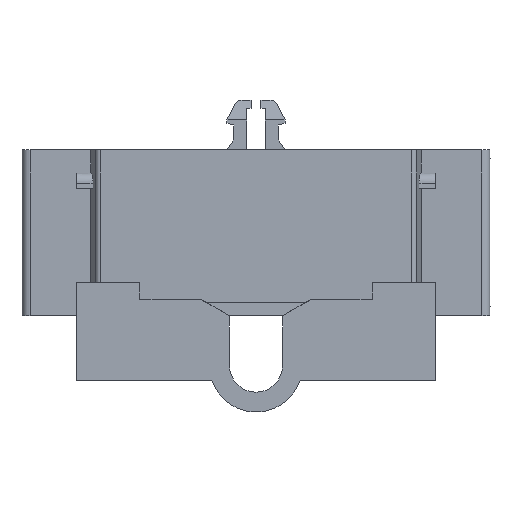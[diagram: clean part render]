
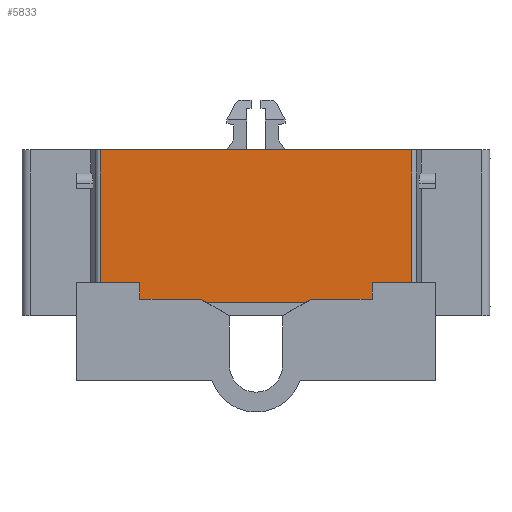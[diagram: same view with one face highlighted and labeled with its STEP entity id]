
A CAD part, front view. The second image highlights one B-rep face of the part: STEP entity #5833.
In plain terms, the highlighted planar face has unit normal (0, -1, 0).
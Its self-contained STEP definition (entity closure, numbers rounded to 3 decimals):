
#1225=DIRECTION('',(1.,0.,0.));
#1226=VECTOR('',#1225,18.779);
#1227=CARTESIAN_POINT('',(-9.39,1.25,10.));
#1228=LINE('',#1227,#1226);
#1229=DIRECTION('',(-1.,0.,0.));
#1230=VECTOR('',#1229,2.39);
#1231=CARTESIAN_POINT('',(9.39,1.25,2.));
#1232=LINE('',#1231,#1230);
#1233=DIRECTION('',(0.,0.,-1.));
#1234=VECTOR('',#1233,1.);
#1235=CARTESIAN_POINT('',(7.,1.25,2.));
#1236=LINE('',#1235,#1234);
#1237=DIRECTION('',(-1.,0.,0.));
#1238=VECTOR('',#1237,3.668);
#1239=CARTESIAN_POINT('',(7.,1.25,1.));
#1240=LINE('',#1239,#1238);
#1241=DIRECTION('',(-1.,0.,0.));
#1242=VECTOR('',#1241,3.668);
#1243=CARTESIAN_POINT('',(-3.332,1.25,1.));
#1244=LINE('',#1243,#1242);
#1245=DIRECTION('',(0.,0.,1.));
#1246=VECTOR('',#1245,1.);
#1247=CARTESIAN_POINT('',(-7.,1.25,1.));
#1248=LINE('',#1247,#1246);
#1249=DIRECTION('',(1.,0.,0.));
#1250=VECTOR('',#1249,2.39);
#1251=CARTESIAN_POINT('',(-9.39,1.25,2.));
#1252=LINE('',#1251,#1250);
#1253=DIRECTION('',(0.,0.,1.));
#1254=VECTOR('',#1253,8.);
#1255=CARTESIAN_POINT('',(-9.39,1.25,2.));
#1256=LINE('',#1255,#1254);
#1257=DIRECTION('',(0.,0.,1.));
#1258=VECTOR('',#1257,8.);
#1259=CARTESIAN_POINT('',(9.39,1.25,2.));
#1260=LINE('',#1259,#1258);
#1964=DIRECTION('',(-0.866,0.,-0.5));
#1965=VECTOR('',#1964,0.4);
#1966=CARTESIAN_POINT('',(3.332,1.25,1.));
#1967=LINE('',#1966,#1965);
#1996=DIRECTION('',(0.866,0.,-0.5));
#1997=VECTOR('',#1996,0.4);
#1998=CARTESIAN_POINT('',(-3.332,1.25,1.));
#1999=LINE('',#1998,#1997);
#2809=DIRECTION('',(1.,0.,0.));
#2810=VECTOR('',#2809,5.971);
#2811=CARTESIAN_POINT('',(-2.986,1.25,0.8));
#2812=LINE('',#2811,#2810);
#3377=CARTESIAN_POINT('',(9.39,1.25,10.));
#3379=VERTEX_POINT('',#3377);
#3451=CARTESIAN_POINT('',(-9.39,1.25,10.));
#3452=VERTEX_POINT('',#3451);
#3541=CARTESIAN_POINT('',(-7.,1.25,1.));
#3542=CARTESIAN_POINT('',(-7.,1.25,2.));
#3543=VERTEX_POINT('',#3541);
#3544=VERTEX_POINT('',#3542);
#3545=CARTESIAN_POINT('',(-9.39,1.25,2.));
#3546=VERTEX_POINT('',#3545);
#3547=CARTESIAN_POINT('',(9.39,1.25,2.));
#3548=CARTESIAN_POINT('',(7.,1.25,2.));
#3549=VERTEX_POINT('',#3547);
#3550=VERTEX_POINT('',#3548);
#3551=CARTESIAN_POINT('',(7.,1.25,1.));
#3552=VERTEX_POINT('',#3551);
#4244=CARTESIAN_POINT('',(3.332,1.25,1.));
#4245=CARTESIAN_POINT('',(2.986,1.25,0.8));
#4246=VERTEX_POINT('',#4244);
#4247=VERTEX_POINT('',#4245);
#4250=CARTESIAN_POINT('',(-3.332,1.25,1.));
#4251=CARTESIAN_POINT('',(-2.986,1.25,0.8));
#4252=VERTEX_POINT('',#4250);
#4253=VERTEX_POINT('',#4251);
#5803=CARTESIAN_POINT('',(-9.39,1.25,0.));
#5804=DIRECTION('',(0.,-1.,0.));
#5805=DIRECTION('',(1.,0.,0.));
#5806=AXIS2_PLACEMENT_3D('',#5803,#5804,#5805);
#5807=PLANE('',#5806);
#5808=ORIENTED_EDGE('',*,*,#5282,.T.);
#5810=ORIENTED_EDGE('',*,*,#5809,.F.);
#5812=ORIENTED_EDGE('',*,*,#5811,.T.);
#5814=ORIENTED_EDGE('',*,*,#5813,.T.);
#5816=ORIENTED_EDGE('',*,*,#5815,.T.);
#5818=ORIENTED_EDGE('',*,*,#5817,.T.);
#5820=ORIENTED_EDGE('',*,*,#5819,.F.);
#5822=ORIENTED_EDGE('',*,*,#5821,.F.);
#5824=ORIENTED_EDGE('',*,*,#5823,.T.);
#5826=ORIENTED_EDGE('',*,*,#5825,.T.);
#5828=ORIENTED_EDGE('',*,*,#5827,.F.);
#5830=ORIENTED_EDGE('',*,*,#5829,.T.);
#5831=EDGE_LOOP('',(#5808,#5810,#5812,#5814,#5816,#5818,#5820,#5822,#5824,#5826,
#5828,#5830));
#5832=FACE_OUTER_BOUND('',#5831,.F.);
#5282=EDGE_CURVE('',#3452,#3379,#1228,.T.);
#5809=EDGE_CURVE('',#3549,#3379,#1260,.T.);
#5811=EDGE_CURVE('',#3549,#3550,#1232,.T.);
#5813=EDGE_CURVE('',#3550,#3552,#1236,.T.);
#5815=EDGE_CURVE('',#3552,#4246,#1240,.T.);
#5817=EDGE_CURVE('',#4246,#4247,#1967,.T.);
#5819=EDGE_CURVE('',#4253,#4247,#2812,.T.);
#5821=EDGE_CURVE('',#4252,#4253,#1999,.T.);
#5823=EDGE_CURVE('',#4252,#3543,#1244,.T.);
#5825=EDGE_CURVE('',#3543,#3544,#1248,.T.);
#5827=EDGE_CURVE('',#3546,#3544,#1252,.T.);
#5829=EDGE_CURVE('',#3546,#3452,#1256,.T.);
#5833=ADVANCED_FACE('',(#5832),#5807,.T.);
